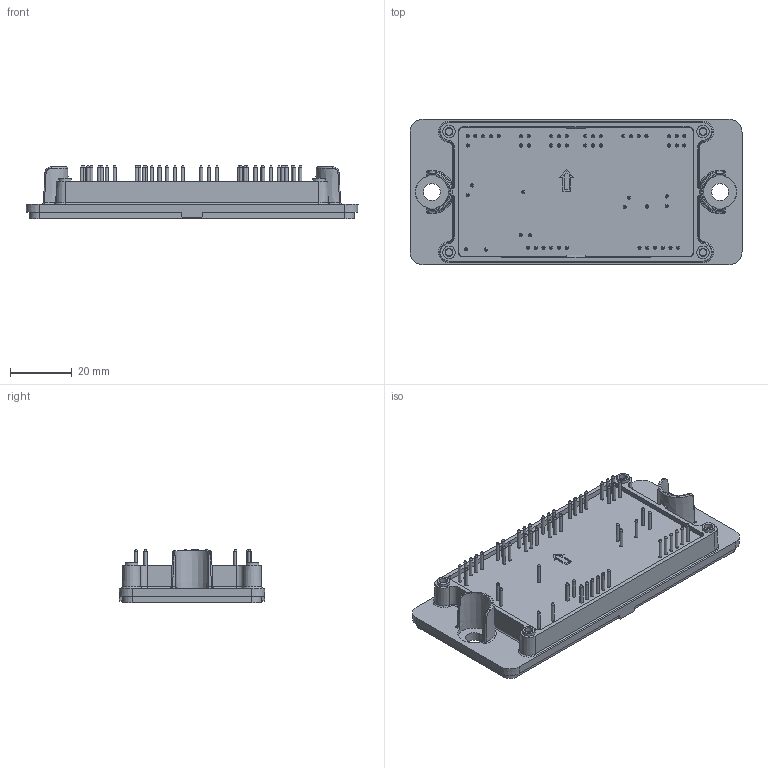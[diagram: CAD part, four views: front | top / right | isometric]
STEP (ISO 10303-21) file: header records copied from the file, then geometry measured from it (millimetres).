
FILE_DESCRIPTION( ( 'Unknown' ), '1' );
FILE_NAME( 'Flow2-4T13W-M660-02-OL.stp', 'Unknown', ( 'Unknown' ), ( 'Unknown' ), 'PSStep 16.0.42', 'Unknown', ' ' );
FILE_SCHEMA( ( 'AUTOMOTIVE_DESIGN { 1 0 10303 214 1 1 1 1 }' ) );
Length unit declared in the file: millimetre
Products named in the file (1): 1
Bounding box: 107.2 x 47 x 17.18 mm (x, y, z)
Volume: 44711.2 mm3; surface area: 17883.5 mm2
Topology: 1 solids, 3 shells, 454 faces, 1039 edges, 670 vertices
Faces by surface type: plane 209, cylinder 104, cone 90, extrusion 19, bspline 16, torus 16
Full cylindrical faces by diameter (mm): 1 x56, 2.25 x4, 2.55 x4, 2.95 x2, 3 x4, 5.5 x2
Entity records: 20954 total; most frequent: CARTESIAN_POINT 7991, DIRECTION 1929, ORIENTED_EDGE 1664, EDGE_CURVE 832, AXIS2_PLACEMENT_3D 772, EDGE_LOOP 684, VERTEX_POINT 610, FACE_OUTER_BOUND 529
